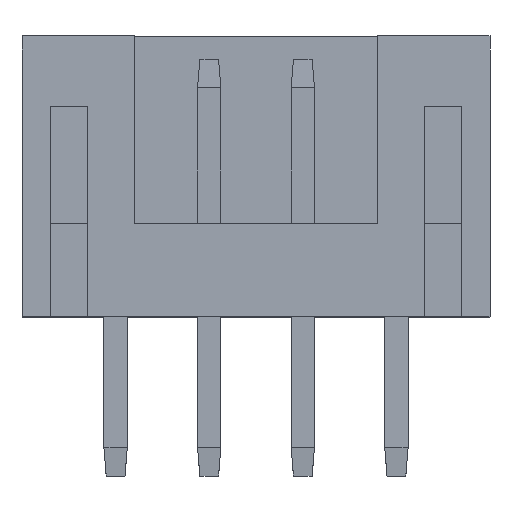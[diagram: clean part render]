
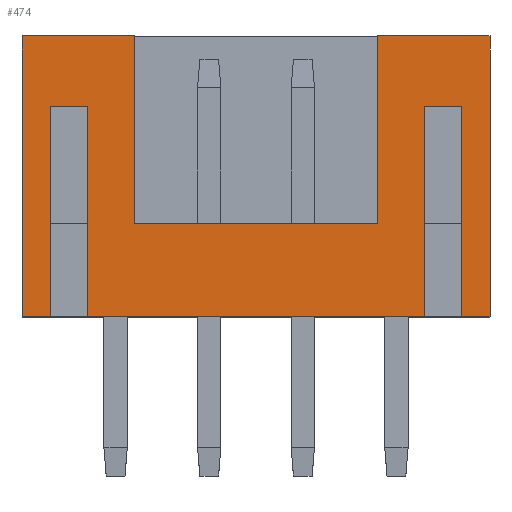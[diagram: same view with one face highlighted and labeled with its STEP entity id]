
A CAD part, top view. The second image highlights one B-rep face of the part: STEP entity #474.
In plain terms, the highlighted planar face has unit normal (0, 0, 1).
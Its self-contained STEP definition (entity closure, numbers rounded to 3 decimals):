
#26 = VECTOR ( 'NONE', #3770, 1000. ) ;
#67 = VERTEX_POINT ( 'NONE', #1095 ) ;
#113 = DIRECTION ( 'NONE',  ( 0., 1., 0. ) ) ;
#121 = EDGE_CURVE ( 'NONE', #3415, #2166, #2317, .T. ) ;
#235 = VECTOR ( 'NONE', #2536, 1000. ) ;
#269 = DIRECTION ( 'NONE',  ( 0., -1., 0. ) ) ;
#275 = VECTOR ( 'NONE', #674, 1000. ) ;
#369 = ORIENTED_EDGE ( 'NONE', *, *, #3509, .T. ) ;
#376 = LINE ( 'NONE', #3838, #235 ) ;
#474 = ADVANCED_FACE ( 'NONE', ( #2172 ), #2809, .F. ) ;
#487 = DIRECTION ( 'NONE',  ( 0., -1., 0. ) ) ;
#575 = CARTESIAN_POINT ( 'NONE',  ( -5., 6., 2.35 ) ) ;
#583 = LINE ( 'NONE', #861, #2195 ) ;
#605 = LINE ( 'NONE', #1538, #1928 ) ;
#609 = LINE ( 'NONE', #2735, #999 ) ;
#619 = DIRECTION ( 'NONE',  ( 0., 1., 0. ) ) ;
#674 = DIRECTION ( 'NONE',  ( 0., 1., 0. ) ) ;
#718 = LINE ( 'NONE', #2833, #275 ) ;
#783 = ORIENTED_EDGE ( 'NONE', *, *, #1839, .F. ) ;
#861 = CARTESIAN_POINT ( 'NONE',  ( 3.6, -4.5, 2.35 ) ) ;
#890 = CARTESIAN_POINT ( 'NONE',  ( 4.4, -4.5, 2.35 ) ) ;
#898 = DIRECTION ( 'NONE',  ( 0., 0., -1. ) ) ;
#905 = DIRECTION ( 'NONE',  ( -1., 0., 0. ) ) ;
#912 = CARTESIAN_POINT ( 'NONE',  ( -5., 0., 2.35 ) ) ;
#921 = EDGE_CURVE ( 'NONE', #2166, #942, #3129, .T. ) ;
#923 = VERTEX_POINT ( 'NONE', #1560 ) ;
#942 = VERTEX_POINT ( 'NONE', #2135 ) ;
#977 = ORIENTED_EDGE ( 'NONE', *, *, #2410, .F. ) ;
#986 = EDGE_CURVE ( 'NONE', #942, #67, #4035, .T. ) ;
#993 = EDGE_CURVE ( 'NONE', #1631, #3716, #376, .T. ) ;
#999 = VECTOR ( 'NONE', #905, 1000. ) ;
#1001 = DIRECTION ( 'NONE',  ( 1., 0., 0. ) ) ;
#1044 = CARTESIAN_POINT ( 'NONE',  ( -4.4, -4.5, 2.35 ) ) ;
#1095 = CARTESIAN_POINT ( 'NONE',  ( 2.6, 2., 2.35 ) ) ;
#1117 = LINE ( 'NONE', #1698, #3667 ) ;
#1150 = CARTESIAN_POINT ( 'NONE',  ( -5., 6., 2.35 ) ) ;
#1161 = ORIENTED_EDGE ( 'NONE', *, *, #2668, .F. ) ;
#1165 = VERTEX_POINT ( 'NONE', #3642 ) ;
#1172 = CARTESIAN_POINT ( 'NONE',  ( -2.6, 2., 2.35 ) ) ;
#1196 = CARTESIAN_POINT ( 'NONE',  ( 4.4, 4.5, 2.35 ) ) ;
#1309 = LINE ( 'NONE', #3812, #3893 ) ;
#1352 = LINE ( 'NONE', #1044, #3062 ) ;
#1398 = DIRECTION ( 'NONE',  ( 1., 0., 0. ) ) ;
#1445 = EDGE_CURVE ( 'NONE', #3698, #1777, #3652, .T. ) ;
#1483 = DIRECTION ( 'NONE',  ( 0., -1., 0. ) ) ;
#1538 = CARTESIAN_POINT ( 'NONE',  ( -5., 6., 2.35 ) ) ;
#1560 = CARTESIAN_POINT ( 'NONE',  ( 3.6, 4.5, 2.35 ) ) ;
#1598 = CARTESIAN_POINT ( 'NONE',  ( -2.6, 2., 2.35 ) ) ;
#1604 = CARTESIAN_POINT ( 'NONE',  ( -3.6, 4.5, 2.35 ) ) ;
#1631 = VERTEX_POINT ( 'NONE', #1604 ) ;
#1637 = VERTEX_POINT ( 'NONE', #3627 ) ;
#1698 = CARTESIAN_POINT ( 'NONE',  ( -5., 0., 2.35 ) ) ;
#1724 = CARTESIAN_POINT ( 'NONE',  ( -4.4, 4.5, 2.35 ) ) ;
#1777 = VERTEX_POINT ( 'NONE', #3785 ) ;
#1787 = CARTESIAN_POINT ( 'NONE',  ( -5., 0., 2.35 ) ) ;
#1839 = EDGE_CURVE ( 'NONE', #67, #1971, #2942, .T. ) ;
#1861 = CARTESIAN_POINT ( 'NONE',  ( -2.6, 6., 2.35 ) ) ;
#1903 = CARTESIAN_POINT ( 'NONE',  ( -5., 6., 2.35 ) ) ;
#1928 = VECTOR ( 'NONE', #2206, 1000. ) ;
#1971 = VERTEX_POINT ( 'NONE', #3514 ) ;
#1997 = ORIENTED_EDGE ( 'NONE', *, *, #3914, .F. ) ;
#2048 = ORIENTED_EDGE ( 'NONE', *, *, #2639, .F. ) ;
#2057 = ORIENTED_EDGE ( 'NONE', *, *, #2864, .F. ) ;
#2059 = ORIENTED_EDGE ( 'NONE', *, *, #3397, .T. ) ;
#2060 = VECTOR ( 'NONE', #619, 1000. ) ;
#2135 = CARTESIAN_POINT ( 'NONE',  ( -2.6, 2., 2.35 ) ) ;
#2166 = VERTEX_POINT ( 'NONE', #1861 ) ;
#2172 = FACE_OUTER_BOUND ( 'NONE', #2618, .T. ) ;
#2195 = VECTOR ( 'NONE', #269, 1000. ) ;
#2206 = DIRECTION ( 'NONE',  ( 0., -1., 0. ) ) ;
#2236 = ORIENTED_EDGE ( 'NONE', *, *, #1445, .F. ) ;
#2288 = EDGE_CURVE ( 'NONE', #1637, #1777, #1117, .T. ) ;
#2317 = LINE ( 'NONE', #2914, #2384 ) ;
#2368 = ORIENTED_EDGE ( 'NONE', *, *, #921, .F. ) ;
#2380 = DIRECTION ( 'NONE',  ( 1., 0., 0. ) ) ;
#2384 = VECTOR ( 'NONE', #2606, 1000. ) ;
#2394 = VECTOR ( 'NONE', #1398, 1000. ) ;
#2410 = EDGE_CURVE ( 'NONE', #1637, #2733, #4067, .T. ) ;
#2420 = VERTEX_POINT ( 'NONE', #2467 ) ;
#2423 = ORIENTED_EDGE ( 'NONE', *, *, #3614, .F. ) ;
#2442 = CARTESIAN_POINT ( 'NONE',  ( 5., 6., 2.35 ) ) ;
#2449 = DIRECTION ( 'NONE',  ( -1., 0., 0. ) ) ;
#2458 = VERTEX_POINT ( 'NONE', #912 ) ;
#2467 = CARTESIAN_POINT ( 'NONE',  ( -3.6, 0., 2.35 ) ) ;
#2496 = ORIENTED_EDGE ( 'NONE', *, *, #993, .F. ) ;
#2536 = DIRECTION ( 'NONE',  ( -1., 0., 0. ) ) ;
#2606 = DIRECTION ( 'NONE',  ( 1., 0., 0. ) ) ;
#2618 = EDGE_LOOP ( 'NONE', ( #2496, #2057, #3262, #1161, #2048, #977, #3094, #2236, #1997, #783, #3733, #2368, #3481, #369, #2059, #2423 ) ) ;
#2639 = EDGE_CURVE ( 'NONE', #2733, #923, #609, .T. ) ;
#2668 = EDGE_CURVE ( 'NONE', #923, #1165, #583, .T. ) ;
#2733 = VERTEX_POINT ( 'NONE', #1196 ) ;
#2735 = CARTESIAN_POINT ( 'NONE',  ( 4.4, 4.5, 2.35 ) ) ;
#2809 = PLANE ( 'NONE',  #3163 ) ;
#2833 = CARTESIAN_POINT ( 'NONE',  ( -3.6, -4.5, 2.35 ) ) ;
#2864 = EDGE_CURVE ( 'NONE', #2420, #1631, #718, .T. ) ;
#2872 = VECTOR ( 'NONE', #3212, 1000. ) ;
#2914 = CARTESIAN_POINT ( 'NONE',  ( -5., 6., 2.35 ) ) ;
#2942 = LINE ( 'NONE', #3582, #3846 ) ;
#3062 = VECTOR ( 'NONE', #3794, 1000. ) ;
#3094 = ORIENTED_EDGE ( 'NONE', *, *, #2288, .T. ) ;
#3129 = LINE ( 'NONE', #1172, #3186 ) ;
#3163 = AXIS2_PLACEMENT_3D ( 'NONE', #575, #898, #2449 ) ;
#3186 = VECTOR ( 'NONE', #1483, 1000. ) ;
#3206 = LINE ( 'NONE', #1903, #26 ) ;
#3212 = DIRECTION ( 'NONE',  ( 1., 0., 0. ) ) ;
#3262 = ORIENTED_EDGE ( 'NONE', *, *, #3665, .T. ) ;
#3321 = LINE ( 'NONE', #1787, #2394 ) ;
#3394 = VECTOR ( 'NONE', #487, 1000. ) ;
#3397 = EDGE_CURVE ( 'NONE', #2458, #3844, #3321, .T. ) ;
#3415 = VERTEX_POINT ( 'NONE', #1150 ) ;
#3481 = ORIENTED_EDGE ( 'NONE', *, *, #121, .F. ) ;
#3509 = EDGE_CURVE ( 'NONE', #3415, #2458, #605, .T. ) ;
#3514 = CARTESIAN_POINT ( 'NONE',  ( 2.6, 6., 2.35 ) ) ;
#3582 = CARTESIAN_POINT ( 'NONE',  ( 2.6, 2., 2.35 ) ) ;
#3614 = EDGE_CURVE ( 'NONE', #3716, #3844, #1352, .T. ) ;
#3627 = CARTESIAN_POINT ( 'NONE',  ( 4.4, 0., 2.35 ) ) ;
#3642 = CARTESIAN_POINT ( 'NONE',  ( 3.6, 0., 2.35 ) ) ;
#3652 = LINE ( 'NONE', #2442, #3394 ) ;
#3665 = EDGE_CURVE ( 'NONE', #2420, #1165, #1309, .T. ) ;
#3667 = VECTOR ( 'NONE', #2380, 1000. ) ;
#3698 = VERTEX_POINT ( 'NONE', #3967 ) ;
#3716 = VERTEX_POINT ( 'NONE', #1724 ) ;
#3733 = ORIENTED_EDGE ( 'NONE', *, *, #986, .F. ) ;
#3770 = DIRECTION ( 'NONE',  ( 1., 0., 0. ) ) ;
#3785 = CARTESIAN_POINT ( 'NONE',  ( 5., 0., 2.35 ) ) ;
#3794 = DIRECTION ( 'NONE',  ( 0., -1., 0. ) ) ;
#3812 = CARTESIAN_POINT ( 'NONE',  ( -5., 0., 2.35 ) ) ;
#3832 = CARTESIAN_POINT ( 'NONE',  ( -4.4, 0., 2.35 ) ) ;
#3838 = CARTESIAN_POINT ( 'NONE',  ( -4.4, 4.5, 2.35 ) ) ;
#3844 = VERTEX_POINT ( 'NONE', #3832 ) ;
#3846 = VECTOR ( 'NONE', #113, 1000. ) ;
#3893 = VECTOR ( 'NONE', #1001, 1000. ) ;
#3914 = EDGE_CURVE ( 'NONE', #1971, #3698, #3206, .T. ) ;
#3967 = CARTESIAN_POINT ( 'NONE',  ( 5., 6., 2.35 ) ) ;
#4035 = LINE ( 'NONE', #1598, #2872 ) ;
#4067 = LINE ( 'NONE', #890, #2060 ) ;
